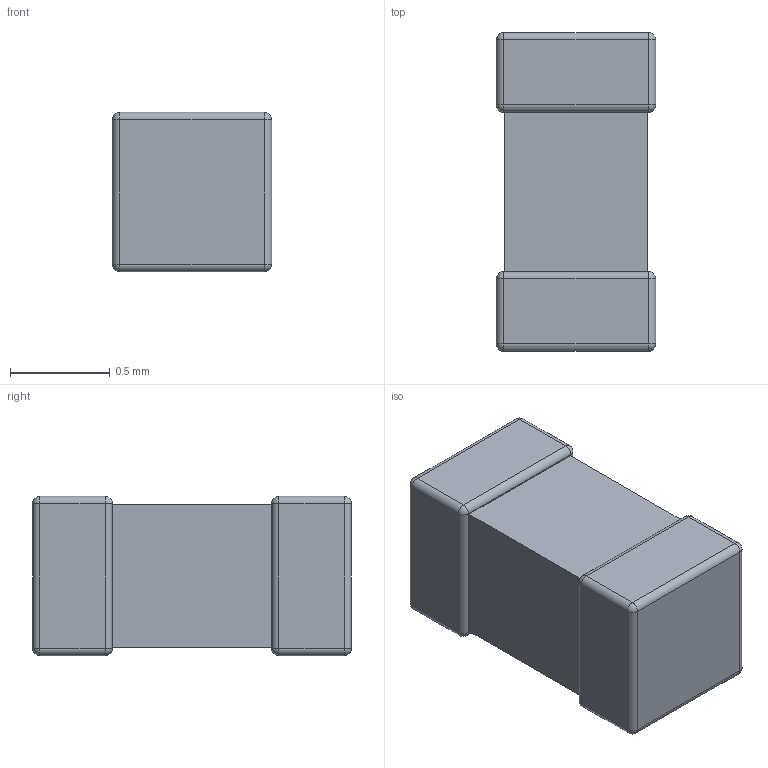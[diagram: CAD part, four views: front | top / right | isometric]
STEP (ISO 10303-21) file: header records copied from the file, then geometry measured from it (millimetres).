
FILE_DESCRIPTION(('STEP AP214'), '1');
FILE_NAME('Ceramic Capacitor _ Yageo-0201_BA_BB', '', ('UNSPECIFIED'), ('UNSPECIFIED'), 'C3D Converter', 'C3D Toolkit', '');
FILE_SCHEMA(('AUTOMOTIVE_DESIGN { 1 0 10303 214 3 1 1}'));
Length unit declared in the file: millimetre
Products named in the file (1): Yageo-0603_DA_DB_DC
Bounding box: 0.8 x 1.6 x 0.8 mm (x, y, z)
Volume: 0.9 mm3; surface area: 6.1 mm2
Topology: 1 solids, 1 shells, 56 faces, 124 edges, 56 vertices
Faces by surface type: cylinder 24, plane 16, sphere 16
Entity records: 1539 total; most frequent: DIRECTION 270, CARTESIAN_POINT 221, ORIENTED_EDGE 216, EDGE_CURVE 108, AXIS2_PLACEMENT_3D 105, LINE 60, VECTOR 60, FACE_BOUND 58
